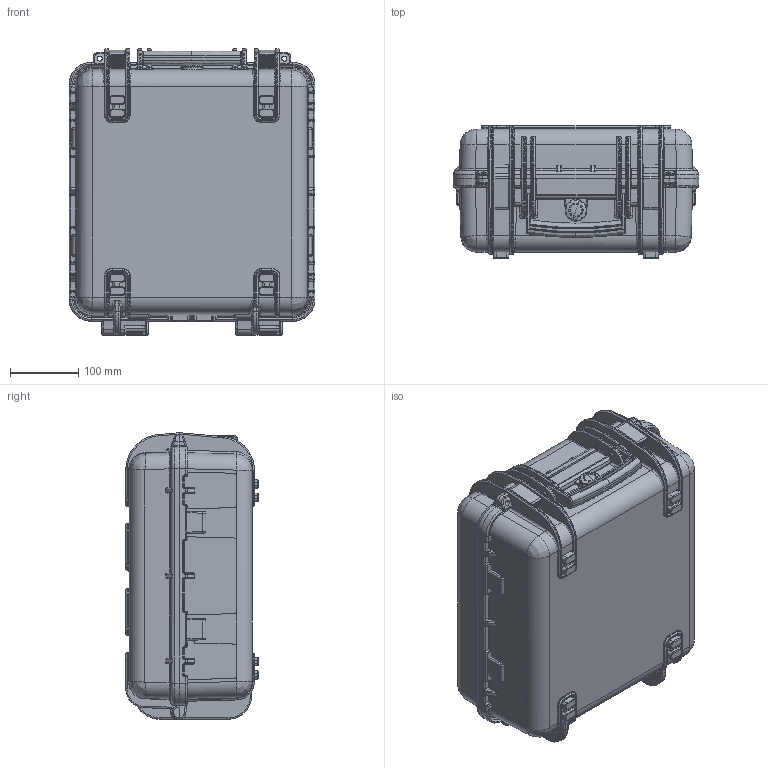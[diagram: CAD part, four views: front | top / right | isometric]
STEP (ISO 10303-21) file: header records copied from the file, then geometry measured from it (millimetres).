
FILE_DESCRIPTION (( 'STEP AP203' ), '1' );
FILE_NAME ('ZG-1314-0403.STEP', '2014-08-05T18:48:02', ( '' ), ( '' ), 'SwSTEP 2.0', 'SolidWorks 2014', '' );
FILE_SCHEMA (( 'CONFIG_CONTROL_DESIGN' ));
Length unit declared in the file: inch
Products named in the file (1): ZG-1314-0403
Bounding box: 360.7 x 194 x 420.13 mm (x, y, z)
Surface area: 1151875.2 mm2 (no closed solid volume)
Topology: 0 solids, 6 shells, 4264 faces, 10589 edges, 6365 vertices
Faces by surface type: cylinder 1547, bspline 1299, plane 1199, cone 137, torus 42, sphere 40
Entity records: 204924 total; most frequent: CARTESIAN_POINT 116956, ORIENTED_EDGE 21058, DIRECTION 14181, EDGE_CURVE 10550, VERTEX_POINT 6365, AXIS2_PLACEMENT_3D 4751, VECTOR 4679, LINE 4679
